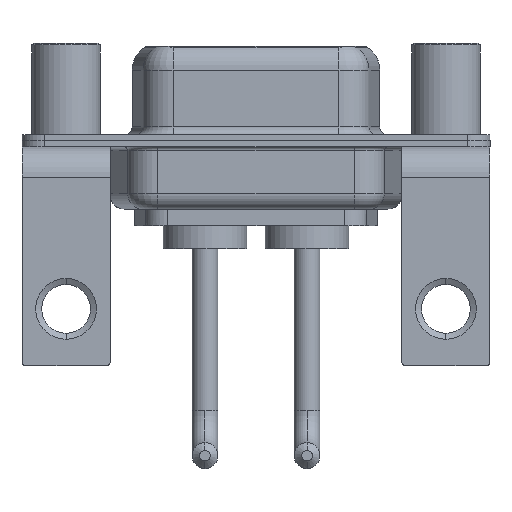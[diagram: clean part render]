
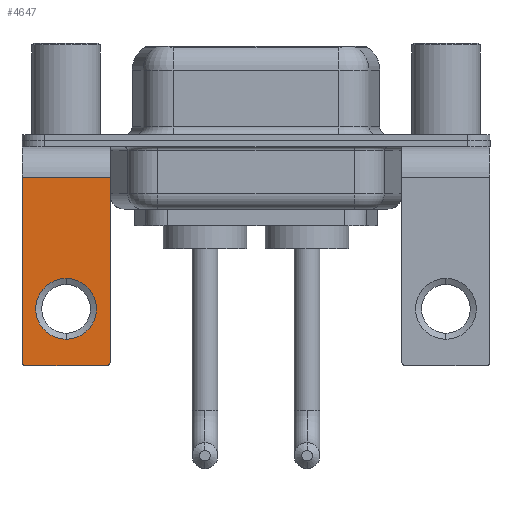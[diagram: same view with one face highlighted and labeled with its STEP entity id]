
A CAD part, front view. The second image highlights one B-rep face of the part: STEP entity #4647.
In plain terms, the highlighted planar face has unit normal (0, -1, 0).
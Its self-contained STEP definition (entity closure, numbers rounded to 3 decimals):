
#59 = VECTOR ( 'NONE', #3139, 1000. ) ;
#486 = EDGE_CURVE ( 'NONE', #11547, #13164, #8601, .T. ) ;
#524 = LINE ( 'NONE', #14338, #8769 ) ;
#530 = ORIENTED_EDGE ( 'NONE', *, *, #486, .T. ) ;
#1064 = CARTESIAN_POINT ( 'NONE',  ( 0., -6.25, -11.07 ) ) ;
#1401 = LINE ( 'NONE', #3392, #3066 ) ;
#2832 = AXIS2_PLACEMENT_3D ( 'NONE', #10908, #5331, #3302 ) ;
#3066 = VECTOR ( 'NONE', #3534, 1000. ) ;
#3139 = DIRECTION ( 'NONE',  ( -1., 0., 0. ) ) ;
#3289 = ORIENTED_EDGE ( 'NONE', *, *, #4295, .F. ) ;
#3302 = DIRECTION ( 'NONE',  ( 0., 0., 1. ) ) ;
#3392 = CARTESIAN_POINT ( 'NONE',  ( 2.9, -6.25, -2.4 ) ) ;
#3488 = ORIENTED_EDGE ( 'NONE', *, *, #13759, .T. ) ;
#3518 = CARTESIAN_POINT ( 'NONE',  ( 0., -6.25, -13.07 ) ) ;
#3534 = DIRECTION ( 'NONE',  ( 0., 0., -1. ) ) ;
#3709 = CARTESIAN_POINT ( 'NONE',  ( -2.9, -6.25, -14.55 ) ) ;
#3722 = DIRECTION ( 'NONE',  ( 0., -1., 0. ) ) ;
#3844 = CARTESIAN_POINT ( 'NONE',  ( 0., -6.25, -9.07 ) ) ;
#4013 = VERTEX_POINT ( 'NONE', #3844 ) ;
#4112 = EDGE_CURVE ( 'NONE', #5524, #12689, #524, .T. ) ;
#4295 = EDGE_CURVE ( 'NONE', #5524, #7079, #1401, .T. ) ;
#4608 = DIRECTION ( 'NONE',  ( 0., 0., 1. ) ) ;
#4647 = ADVANCED_FACE ( 'NONE', ( #13485, #12084 ), #13264, .F. ) ;
#4970 = DIRECTION ( 'NONE',  ( -1., 0., 0. ) ) ;
#5152 = CARTESIAN_POINT ( 'NONE',  ( 2.65, -6.25, -14.55 ) ) ;
#5331 = DIRECTION ( 'NONE',  ( 0., 1., 0. ) ) ;
#5524 = VERTEX_POINT ( 'NONE', #6250 ) ;
#6097 = CIRCLE ( 'NONE', #6574, 2. ) ;
#6189 = VERTEX_POINT ( 'NONE', #3518 ) ;
#6250 = CARTESIAN_POINT ( 'NONE',  ( 2.9, -6.25, -2.4 ) ) ;
#6333 = DIRECTION ( 'NONE',  ( 0., -1., 0. ) ) ;
#6420 = DIRECTION ( 'NONE',  ( 0., 1., 0. ) ) ;
#6574 = AXIS2_PLACEMENT_3D ( 'NONE', #1064, #7895, #4608 ) ;
#7030 = ORIENTED_EDGE ( 'NONE', *, *, #11191, .T. ) ;
#7079 = VERTEX_POINT ( 'NONE', #8789 ) ;
#7185 = DIRECTION ( 'NONE',  ( 0., 0., -1. ) ) ;
#7457 = CARTESIAN_POINT ( 'NONE',  ( -2.65, -6.25, -14.55 ) ) ;
#7671 = DIRECTION ( 'NONE',  ( 0., 0., 1. ) ) ;
#7895 = DIRECTION ( 'NONE',  ( 0., 1., 0. ) ) ;
#7906 = CARTESIAN_POINT ( 'NONE',  ( 2.65, -6.25, -14.8 ) ) ;
#8123 = AXIS2_PLACEMENT_3D ( 'NONE', #7457, #6333, #7671 ) ;
#8234 = CIRCLE ( 'NONE', #14401, 0.25 ) ;
#8601 = CIRCLE ( 'NONE', #8123, 0.25 ) ;
#8643 = ORIENTED_EDGE ( 'NONE', *, *, #14267, .T. ) ;
#8727 = ORIENTED_EDGE ( 'NONE', *, *, #9291, .F. ) ;
#8729 = LINE ( 'NONE', #13244, #59 ) ;
#8769 = VECTOR ( 'NONE', #4970, 1000. ) ;
#8789 = CARTESIAN_POINT ( 'NONE',  ( 2.9, -6.25, -14.55 ) ) ;
#9085 = AXIS2_PLACEMENT_3D ( 'NONE', #14362, #6420, #13304 ) ;
#9228 = CARTESIAN_POINT ( 'NONE',  ( -2.65, -6.25, -14.8 ) ) ;
#9291 = EDGE_CURVE ( 'NONE', #9432, #13164, #8729, .T. ) ;
#9333 = CARTESIAN_POINT ( 'NONE',  ( -2.9, -6.25, -2.4 ) ) ;
#9432 = VERTEX_POINT ( 'NONE', #7906 ) ;
#9631 = CARTESIAN_POINT ( 'NONE',  ( -2.9, -6.25, -2.4 ) ) ;
#9688 = DIRECTION ( 'NONE',  ( 0., 0., 1. ) ) ;
#10738 = LINE ( 'NONE', #9631, #14361 ) ;
#10908 = CARTESIAN_POINT ( 'NONE',  ( 2.9, -6.25, -2.4 ) ) ;
#11191 = EDGE_CURVE ( 'NONE', #6189, #4013, #13813, .T. ) ;
#11547 = VERTEX_POINT ( 'NONE', #3709 ) ;
#11569 = EDGE_LOOP ( 'NONE', ( #7030, #13796 ) ) ;
#12084 = FACE_OUTER_BOUND ( 'NONE', #12811, .T. ) ;
#12689 = VERTEX_POINT ( 'NONE', #9333 ) ;
#12811 = EDGE_LOOP ( 'NONE', ( #3488, #530, #8727, #8643, #3289, #14080 ) ) ;
#13164 = VERTEX_POINT ( 'NONE', #9228 ) ;
#13244 = CARTESIAN_POINT ( 'NONE',  ( 2.9, -6.25, -14.8 ) ) ;
#13264 = PLANE ( 'NONE',  #2832 ) ;
#13304 = DIRECTION ( 'NONE',  ( 0., 0., 1. ) ) ;
#13485 = FACE_BOUND ( 'NONE', #11569, .T. ) ;
#13759 = EDGE_CURVE ( 'NONE', #12689, #11547, #10738, .T. ) ;
#13796 = ORIENTED_EDGE ( 'NONE', *, *, #14478, .T. ) ;
#13813 = CIRCLE ( 'NONE', #9085, 2. ) ;
#14080 = ORIENTED_EDGE ( 'NONE', *, *, #4112, .T. ) ;
#14267 = EDGE_CURVE ( 'NONE', #9432, #7079, #8234, .T. ) ;
#14338 = CARTESIAN_POINT ( 'NONE',  ( 2.9, -6.25, -2.4 ) ) ;
#14361 = VECTOR ( 'NONE', #7185, 1000. ) ;
#14362 = CARTESIAN_POINT ( 'NONE',  ( 0., -6.25, -11.07 ) ) ;
#14401 = AXIS2_PLACEMENT_3D ( 'NONE', #5152, #3722, #9688 ) ;
#14478 = EDGE_CURVE ( 'NONE', #4013, #6189, #6097, .T. ) ;
